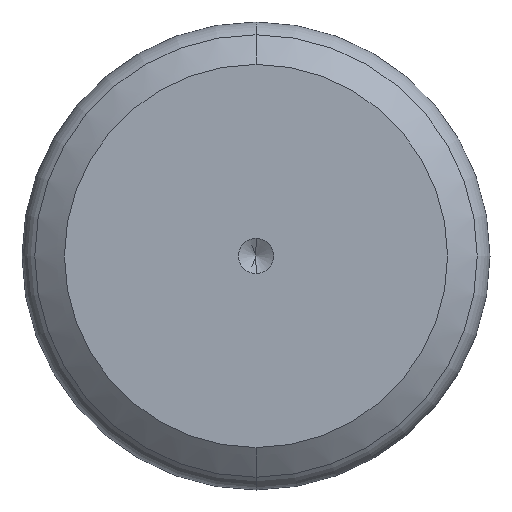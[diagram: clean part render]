
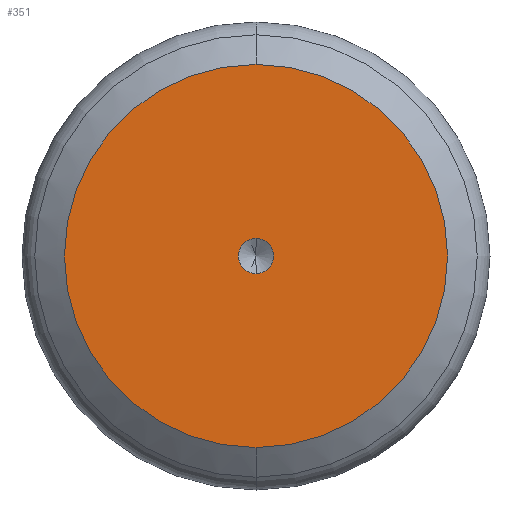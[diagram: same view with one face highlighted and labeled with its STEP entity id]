
A CAD part, front view. The second image highlights one B-rep face of the part: STEP entity #351.
In plain terms, the highlighted planar face has unit normal (0, -1, 0).
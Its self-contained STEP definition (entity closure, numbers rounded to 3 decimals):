
#4 = CARTESIAN_POINT ( 'NONE',  ( 0., 0., -1.65 ) ) ;
#24 = AXIS2_PLACEMENT_3D ( 'NONE', #630, #203, #190 ) ;
#42 = EDGE_CURVE ( 'NONE', #511, #357, #294, .T. ) ;
#77 = CARTESIAN_POINT ( 'NONE',  ( 0., 0., 0. ) ) ;
#88 = AXIS2_PLACEMENT_3D ( 'NONE', #117, #426, #462 ) ;
#91 = DIRECTION ( 'NONE',  ( 0., -1., 0. ) ) ;
#117 = CARTESIAN_POINT ( 'NONE',  ( 0., 0., 0. ) ) ;
#166 = CARTESIAN_POINT ( 'NONE',  ( 0., 0., -18. ) ) ;
#168 = DIRECTION ( 'NONE',  ( 0., -1., 0. ) ) ;
#179 = CARTESIAN_POINT ( 'NONE',  ( 0., 0., 0. ) ) ;
#189 = AXIS2_PLACEMENT_3D ( 'NONE', #335, #91, #627 ) ;
#190 = DIRECTION ( 'NONE',  ( 0., 0., -1. ) ) ;
#203 = DIRECTION ( 'NONE',  ( 0., -1., 0. ) ) ;
#213 = ORIENTED_EDGE ( 'NONE', *, *, #42, .F. ) ;
#232 = EDGE_CURVE ( 'NONE', #323, #440, #286, .T. ) ;
#242 = FACE_BOUND ( 'NONE', #561, .T. ) ;
#248 = EDGE_LOOP ( 'NONE', ( #530, #508 ) ) ;
#286 = CIRCLE ( 'NONE', #526, 18. ) ;
#292 = CARTESIAN_POINT ( 'NONE',  ( 0., 0., 18. ) ) ;
#294 = CIRCLE ( 'NONE', #378, 1.65 ) ;
#323 = VERTEX_POINT ( 'NONE', #292 ) ;
#335 = CARTESIAN_POINT ( 'NONE',  ( 0., 0., 0. ) ) ;
#351 = ADVANCED_FACE ( 'NONE', ( #242, #489 ), #584, .T. ) ;
#357 = VERTEX_POINT ( 'NONE', #386 ) ;
#377 = DIRECTION ( 'NONE',  ( 0., -1., 0. ) ) ;
#378 = AXIS2_PLACEMENT_3D ( 'NONE', #77, #168, #429 ) ;
#386 = CARTESIAN_POINT ( 'NONE',  ( 0., 0., 1.65 ) ) ;
#426 = DIRECTION ( 'NONE',  ( 0., -1., 0. ) ) ;
#429 = DIRECTION ( 'NONE',  ( 0., 0., -1. ) ) ;
#440 = VERTEX_POINT ( 'NONE', #166 ) ;
#462 = DIRECTION ( 'NONE',  ( 0., 0., -1. ) ) ;
#475 = DIRECTION ( 'NONE',  ( 0., 0., -1. ) ) ;
#480 = EDGE_CURVE ( 'NONE', #357, #511, #500, .T. ) ;
#489 = FACE_OUTER_BOUND ( 'NONE', #248, .T. ) ;
#500 = CIRCLE ( 'NONE', #88, 1.65 ) ;
#503 = ORIENTED_EDGE ( 'NONE', *, *, #480, .F. ) ;
#508 = ORIENTED_EDGE ( 'NONE', *, *, #232, .T. ) ;
#511 = VERTEX_POINT ( 'NONE', #4 ) ;
#526 = AXIS2_PLACEMENT_3D ( 'NONE', #179, #377, #475 ) ;
#530 = ORIENTED_EDGE ( 'NONE', *, *, #536, .T. ) ;
#536 = EDGE_CURVE ( 'NONE', #440, #323, #597, .T. ) ;
#561 = EDGE_LOOP ( 'NONE', ( #213, #503 ) ) ;
#584 = PLANE ( 'NONE',  #24 ) ;
#597 = CIRCLE ( 'NONE', #189, 18. ) ;
#627 = DIRECTION ( 'NONE',  ( 0., 0., -1. ) ) ;
#630 = CARTESIAN_POINT ( 'NONE',  ( 0., 0., 0. ) ) ;
